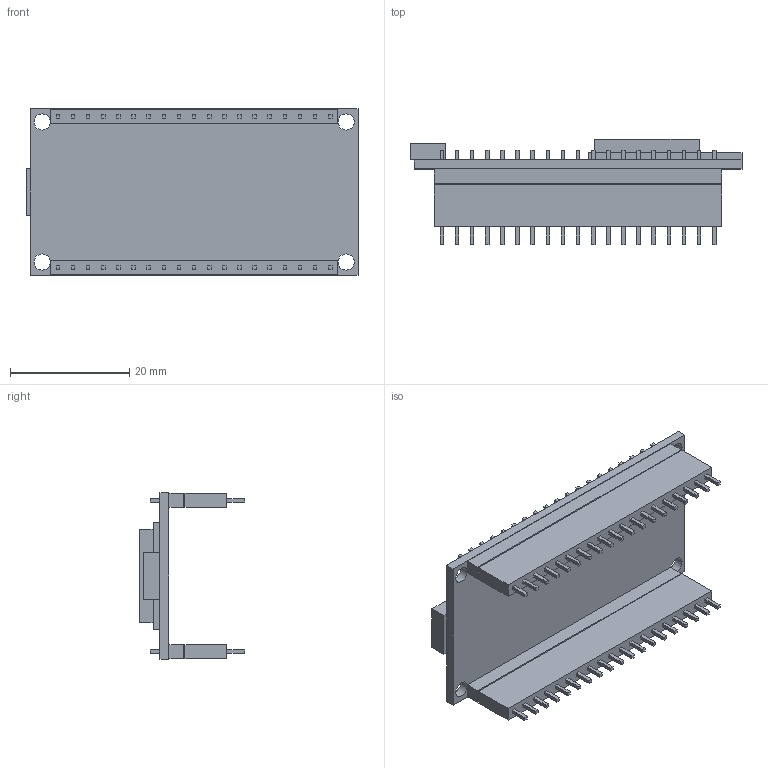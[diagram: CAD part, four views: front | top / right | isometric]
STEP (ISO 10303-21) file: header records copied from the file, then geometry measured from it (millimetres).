
FILE_DESCRIPTION(/* description */ (''),/* implementation_level */ '2;1');
FILE_NAME(/* name */ 'ESP32_DevKitC v2.step',/* time_stamp */ '2020-01-09T23:20:50+01:00',/* author */ (''),/* organization */ (''),/* preprocessor_version */ 'ST-DEVELOPER v18',/* originating_system */ 'Autodesk Translation Framework v8.12.0.6',/* authorisation */ '');
FILE_SCHEMA (('AUTOMOTIVE_DESIGN { 1 0 10303 214 3 1 1 }'));
Length unit declared in the file: millimetre
Products named in the file (1): ESP32_DevKitC
Bounding box: 55.7 x 17.65 x 28 mm (x, y, z)
Volume: 5840.3 mm3; surface area: 6475.7 mm2
Topology: 1 solids, 1 shells, 579 faces, 1480 edges, 986 vertices
Faces by surface type: plane 575, cylinder 4
Full cylindrical faces by diameter (mm): 2.7 x4
Entity records: 17387 total; most frequent: CARTESIAN_POINT 3046, ORIENTED_EDGE 2960, DIRECTION 2648, EDGE_CURVE 1480, LINE 1472, VECTOR 1472, VERTEX_POINT 986, EDGE_LOOP 742
